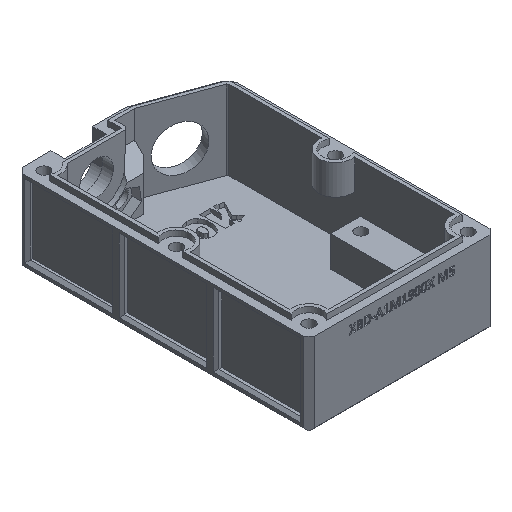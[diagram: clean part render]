
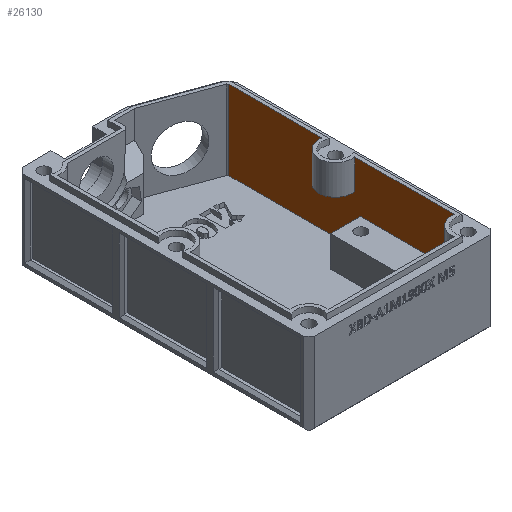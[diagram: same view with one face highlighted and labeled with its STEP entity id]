
A CAD part, isometric view. The second image highlights one B-rep face of the part: STEP entity #26130.
In plain terms, the highlighted planar face has unit normal (-1, 0, 0).
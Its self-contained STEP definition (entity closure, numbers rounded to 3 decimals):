
#2793=PLANE('',#27049);
#4161=FACE_OUTER_BOUND('',#5629,.T.);
#5629=EDGE_LOOP('',(#23733,#23734,#23735,#23736,#23737,#23738,#23739,#23740,
#23741,#23742,#23743,#23744,#23745,#23746));
#6038=LINE('',#33257,#8517);
#6042=LINE('',#33265,#8521);
#8064=LINE('',#47999,#10543);
#8065=LINE('',#48002,#10544);
#8067=LINE('',#48005,#10546);
#8091=LINE('',#48299,#10570);
#8092=LINE('',#48303,#10571);
#8130=LINE('',#48482,#10609);
#8132=LINE('',#48488,#10611);
#8133=LINE('',#48491,#10612);
#8134=LINE('',#48492,#10613);
#8135=LINE('',#48494,#10614);
#8144=LINE('',#48519,#10623);
#8145=LINE('',#48522,#10624);
#8517=VECTOR('',#27438,10.);
#8521=VECTOR('',#27442,10.);
#10543=VECTOR('',#30752,10.);
#10544=VECTOR('',#30755,10.);
#10546=VECTOR('',#30759,10.);
#10570=VECTOR('',#30809,10.);
#10571=VECTOR('',#30812,10.);
#10609=VECTOR('',#30912,10.);
#10611=VECTOR('',#30918,10.);
#10612=VECTOR('',#30923,10.);
#10613=VECTOR('',#30924,10.);
#10614=VECTOR('',#30927,10.);
#10623=VECTOR('',#30958,10.);
#10624=VECTOR('',#30963,10.);
#11144=VERTEX_POINT('',#33254);
#11145=VERTEX_POINT('',#33256);
#11148=VERTEX_POINT('',#33262);
#11149=VERTEX_POINT('',#33264);
#13137=VERTEX_POINT('',#47997);
#13138=VERTEX_POINT('',#48001);
#13170=VERTEX_POINT('',#48296);
#13171=VERTEX_POINT('',#48298);
#13172=VERTEX_POINT('',#48300);
#13173=VERTEX_POINT('',#48302);
#13201=VERTEX_POINT('',#48480);
#13202=VERTEX_POINT('',#48486);
#13203=VERTEX_POINT('',#48487);
#13208=VERTEX_POINT('',#48518);
#13767=EDGE_CURVE('',#11145,#11144,#6038,.T.);
#13771=EDGE_CURVE('',#11149,#11148,#6042,.T.);
#16785=EDGE_CURVE('',#11148,#13137,#8064,.T.);
#16786=EDGE_CURVE('',#13138,#11145,#8065,.T.);
#16788=EDGE_CURVE('',#13137,#13138,#8067,.T.);
#16827=EDGE_CURVE('',#13170,#13171,#8091,.T.);
#16829=EDGE_CURVE('',#13172,#13173,#8092,.T.);
#16881=EDGE_CURVE('',#13201,#11144,#8130,.T.);
#16883=EDGE_CURVE('',#13202,#13203,#8132,.T.);
#16885=EDGE_CURVE('',#13203,#13171,#8133,.T.);
#16886=EDGE_CURVE('',#13202,#13172,#8134,.T.);
#16887=EDGE_CURVE('',#11149,#13170,#8135,.T.);
#16899=EDGE_CURVE('',#13208,#13173,#8144,.T.);
#16901=EDGE_CURVE('',#13201,#13208,#8145,.T.);
#23733=ORIENTED_EDGE('',*,*,#16786,.T.);
#23734=ORIENTED_EDGE('',*,*,#13767,.T.);
#23735=ORIENTED_EDGE('',*,*,#16881,.F.);
#23736=ORIENTED_EDGE('',*,*,#16901,.T.);
#23737=ORIENTED_EDGE('',*,*,#16899,.T.);
#23738=ORIENTED_EDGE('',*,*,#16829,.F.);
#23739=ORIENTED_EDGE('',*,*,#16886,.F.);
#23740=ORIENTED_EDGE('',*,*,#16883,.T.);
#23741=ORIENTED_EDGE('',*,*,#16885,.T.);
#23742=ORIENTED_EDGE('',*,*,#16827,.F.);
#23743=ORIENTED_EDGE('',*,*,#16887,.F.);
#23744=ORIENTED_EDGE('',*,*,#13771,.T.);
#23745=ORIENTED_EDGE('',*,*,#16785,.T.);
#23746=ORIENTED_EDGE('',*,*,#16788,.T.);
#26130=ADVANCED_FACE('',(#4161),#2793,.F.);
#27049=AXIS2_PLACEMENT_3D('',#48523,#30964,#30965);
#27438=DIRECTION('',(0.,-1.,0.));
#27442=DIRECTION('',(0.,-1.,0.));
#30752=DIRECTION('',(0.,0.,1.));
#30755=DIRECTION('',(0.,0.,-1.));
#30759=DIRECTION('',(0.,-1.,0.));
#30809=DIRECTION('',(0.,-1.,0.));
#30812=DIRECTION('',(0.,-1.,0.));
#30912=DIRECTION('',(0.,0.,-1.));
#30918=DIRECTION('',(0.,1.,0.));
#30923=DIRECTION('',(0.,0.,1.));
#30924=DIRECTION('',(0.,0.,1.));
#30927=DIRECTION('',(0.,0.,1.));
#30958=DIRECTION('',(0.,0.,1.));
#30963=DIRECTION('',(0.,1.,0.));
#30964=DIRECTION('center_axis',(1.,0.,0.));
#30965=DIRECTION('ref_axis',(0.,1.,0.));
#33254=CARTESIAN_POINT('',(24.703,-53.,4.));
#33256=CARTESIAN_POINT('',(24.703,-45.,4.));
#33257=CARTESIAN_POINT('',(24.703,-30.25,4.));
#33262=CARTESIAN_POINT('',(24.703,-11.58,4.));
#33264=CARTESIAN_POINT('',(24.703,36.478,4.));
#33265=CARTESIAN_POINT('',(24.703,-30.25,4.));
#47997=CARTESIAN_POINT('',(24.703,-11.58,15.2));
#47999=CARTESIAN_POINT('',(24.703,-11.58,2.));
#48001=CARTESIAN_POINT('',(24.703,-45.,15.2));
#48002=CARTESIAN_POINT('',(24.703,-45.,2.));
#48005=CARTESIAN_POINT('',(24.703,-42.645,15.2));
#48296=CARTESIAN_POINT('',(24.703,36.478,33.));
#48298=CARTESIAN_POINT('',(24.703,2.517,33.));
#48299=CARTESIAN_POINT('',(24.703,36.478,33.));
#48300=CARTESIAN_POINT('',(24.703,-9.517,33.));
#48302=CARTESIAN_POINT('',(24.703,-45.983,33.));
#48303=CARTESIAN_POINT('',(24.703,-9.517,33.));
#48480=CARTESIAN_POINT('',(24.703,-53.,22.));
#48482=CARTESIAN_POINT('',(24.703,-53.,0.));
#48486=CARTESIAN_POINT('',(24.703,-9.517,22.));
#48487=CARTESIAN_POINT('',(24.703,2.517,22.));
#48488=CARTESIAN_POINT('',(24.703,-30.25,22.));
#48491=CARTESIAN_POINT('',(24.703,2.517,31.));
#48492=CARTESIAN_POINT('',(24.703,-9.517,31.));
#48494=CARTESIAN_POINT('',(24.703,36.478,31.));
#48518=CARTESIAN_POINT('',(24.703,-45.983,22.));
#48519=CARTESIAN_POINT('',(24.703,-45.983,31.));
#48522=CARTESIAN_POINT('',(24.703,-54.5,22.));
#48523=CARTESIAN_POINT('Origin',(24.703,-57.,0.));
